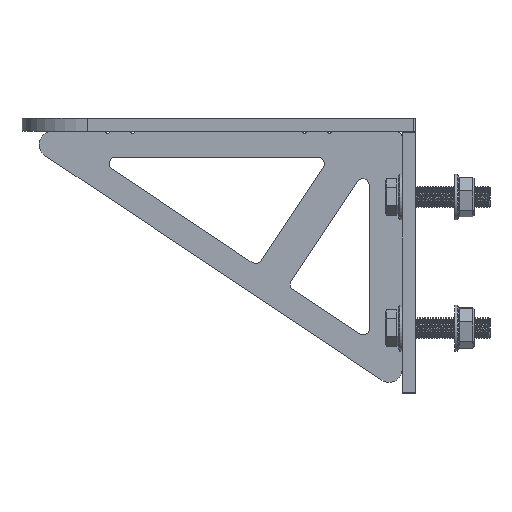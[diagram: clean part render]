
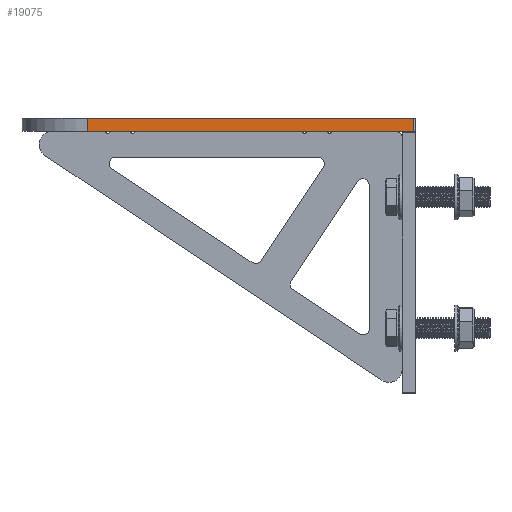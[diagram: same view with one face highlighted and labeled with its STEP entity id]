
A CAD part, left-side view. The second image highlights one B-rep face of the part: STEP entity #19075.
In plain terms, the highlighted planar face has unit normal (-1, 0, 0).
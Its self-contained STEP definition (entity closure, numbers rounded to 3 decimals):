
#84 = DIRECTION ( 'NONE',  ( 0., -1., 0. ) ) ;
#179 = CARTESIAN_POINT ( 'NONE',  ( -130., 100., 10. ) ) ;
#1353 = CARTESIAN_POINT ( 'NONE',  ( -130., -149., 10. ) ) ;
#1795 = LINE ( 'NONE', #15886, #6045 ) ;
#1840 = ORIENTED_EDGE ( 'NONE', *, *, #7802, .F. ) ;
#1906 = AXIS2_PLACEMENT_3D ( 'NONE', #17372, #9327, #9733 ) ;
#2000 = LINE ( 'NONE', #18727, #10635 ) ;
#4156 = EDGE_LOOP ( 'NONE', ( #15601, #15888, #1840, #13224 ) ) ;
#6045 = VECTOR ( 'NONE', #9841, 1000. ) ;
#6112 = VERTEX_POINT ( 'NONE', #1353 ) ;
#6456 = FACE_OUTER_BOUND ( 'NONE', #4156, .T. ) ;
#7246 = VERTEX_POINT ( 'NONE', #7805 ) ;
#7802 = EDGE_CURVE ( 'NONE', #14170, #6112, #10853, .T. ) ;
#7805 = CARTESIAN_POINT ( 'NONE',  ( -130., -149., 0. ) ) ;
#7865 = DIRECTION ( 'NONE',  ( 0., 0., -1. ) ) ;
#8672 = VERTEX_POINT ( 'NONE', #16531 ) ;
#9327 = DIRECTION ( 'NONE',  ( 1., 0., 0. ) ) ;
#9733 = DIRECTION ( 'NONE',  ( 0., 1., 0. ) ) ;
#9841 = DIRECTION ( 'NONE',  ( 0., 0., 1. ) ) ;
#10449 = VECTOR ( 'NONE', #7865, 1000. ) ;
#10635 = VECTOR ( 'NONE', #13846, 1000. ) ;
#10853 = LINE ( 'NONE', #16906, #15993 ) ;
#12667 = EDGE_CURVE ( 'NONE', #8672, #7246, #2000, .T. ) ;
#12695 = PLANE ( 'NONE',  #1906 ) ;
#13224 = ORIENTED_EDGE ( 'NONE', *, *, #16849, .T. ) ;
#13846 = DIRECTION ( 'NONE',  ( 0., -1., 0. ) ) ;
#14170 = VERTEX_POINT ( 'NONE', #19320 ) ;
#15601 = ORIENTED_EDGE ( 'NONE', *, *, #12667, .T. ) ;
#15886 = CARTESIAN_POINT ( 'NONE',  ( -130., -149., 10. ) ) ;
#15888 = ORIENTED_EDGE ( 'NONE', *, *, #18388, .T. ) ;
#15993 = VECTOR ( 'NONE', #84, 1000. ) ;
#16491 = LINE ( 'NONE', #179, #10449 ) ;
#16531 = CARTESIAN_POINT ( 'NONE',  ( -130., 100., 0. ) ) ;
#16849 = EDGE_CURVE ( 'NONE', #14170, #8672, #16491, .T. ) ;
#16906 = CARTESIAN_POINT ( 'NONE',  ( -130., 150., 10. ) ) ;
#17372 = CARTESIAN_POINT ( 'NONE',  ( -130., 150., 10. ) ) ;
#18388 = EDGE_CURVE ( 'NONE', #7246, #6112, #1795, .T. ) ;
#18727 = CARTESIAN_POINT ( 'NONE',  ( -130., 150., 0. ) ) ;
#19075 = ADVANCED_FACE ( 'NONE', ( #6456 ), #12695, .F. ) ;
#19320 = CARTESIAN_POINT ( 'NONE',  ( -130., 100., 10. ) ) ;
